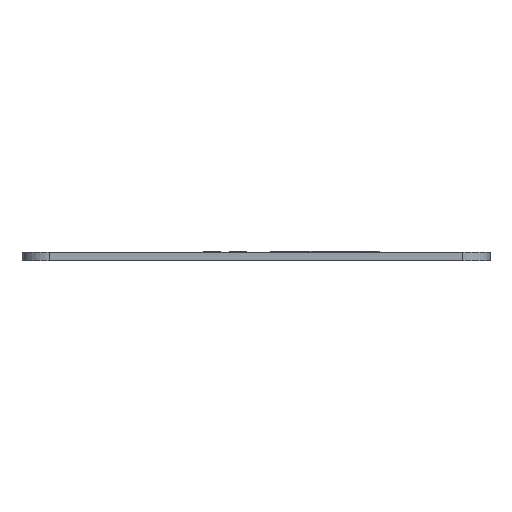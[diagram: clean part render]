
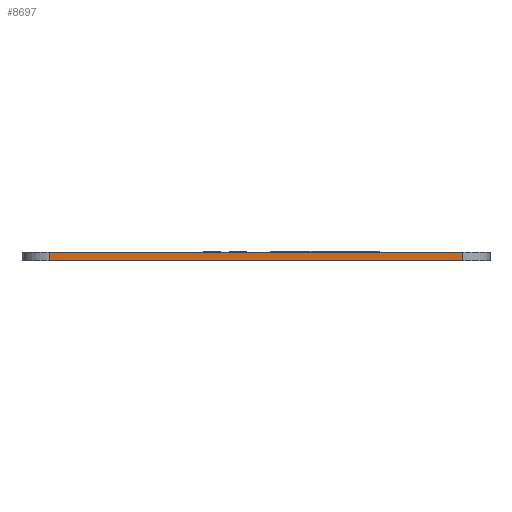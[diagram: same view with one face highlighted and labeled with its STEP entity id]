
A CAD part, left-side view. The second image highlights one B-rep face of the part: STEP entity #8697.
In plain terms, the highlighted planar face has unit normal (-1, 0, 0).
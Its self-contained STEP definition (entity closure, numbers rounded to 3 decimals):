
#736=PLANE('',#9228);
#967=FACE_OUTER_BOUND('',#1487,.T.);
#1487=EDGE_LOOP('',(#6397,#6398,#6399,#6400));
#1987=LINE('',#11029,#2826);
#2179=LINE('',#12594,#3018);
#2180=LINE('',#12597,#3019);
#2181=LINE('',#12598,#3020);
#2826=VECTOR('',#9534,10.);
#3018=VECTOR('',#9794,10.);
#3019=VECTOR('',#9797,10.);
#3020=VECTOR('',#9798,10.);
#3732=VERTEX_POINT('',#11026);
#3733=VERTEX_POINT('',#11028);
#4141=VERTEX_POINT('',#12592);
#4142=VERTEX_POINT('',#12596);
#4631=EDGE_CURVE('',#3732,#3733,#1987,.T.);
#5043=EDGE_CURVE('',#4141,#3732,#2179,.T.);
#5044=EDGE_CURVE('',#4142,#4141,#2180,.T.);
#5045=EDGE_CURVE('',#3733,#4142,#2181,.T.);
#6397=ORIENTED_EDGE('',*,*,#5043,.F.);
#6398=ORIENTED_EDGE('',*,*,#5044,.F.);
#6399=ORIENTED_EDGE('',*,*,#5045,.F.);
#6400=ORIENTED_EDGE('',*,*,#4631,.F.);
#8697=ADVANCED_FACE('',(#967),#736,.T.);
#9228=AXIS2_PLACEMENT_3D('',#12595,#9795,#9796);
#9534=DIRECTION('',(0.,-1.,0.));
#9794=DIRECTION('',(0.,0.,1.));
#9795=DIRECTION('center_axis',(-1.,0.,0.));
#9796=DIRECTION('ref_axis',(0.,-1.,0.));
#9797=DIRECTION('',(0.,1.,0.));
#9798=DIRECTION('',(0.,0.,-1.));
#11026=CARTESIAN_POINT('',(-47.227,27.395,1.5));
#11028=CARTESIAN_POINT('',(-47.227,-48.521,1.5));
#11029=CARTESIAN_POINT('',(-47.227,-53.521,1.5));
#12592=CARTESIAN_POINT('',(-47.227,27.395,0.));
#12594=CARTESIAN_POINT('',(-47.227,27.395,0.));
#12595=CARTESIAN_POINT('Origin',(-47.227,32.395,0.));
#12596=CARTESIAN_POINT('',(-47.227,-48.521,0.));
#12597=CARTESIAN_POINT('',(-47.227,-53.521,0.));
#12598=CARTESIAN_POINT('',(-47.227,-48.521,0.));
